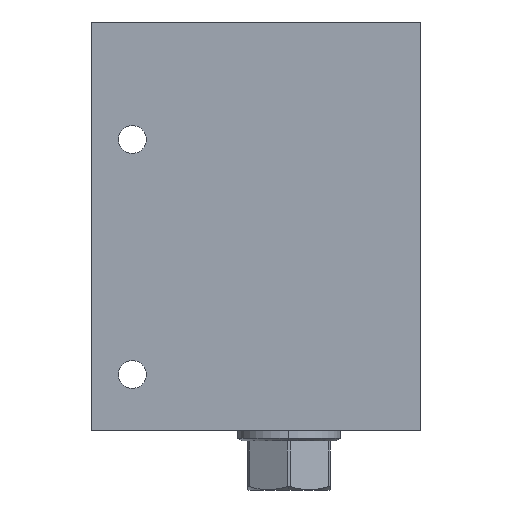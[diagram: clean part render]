
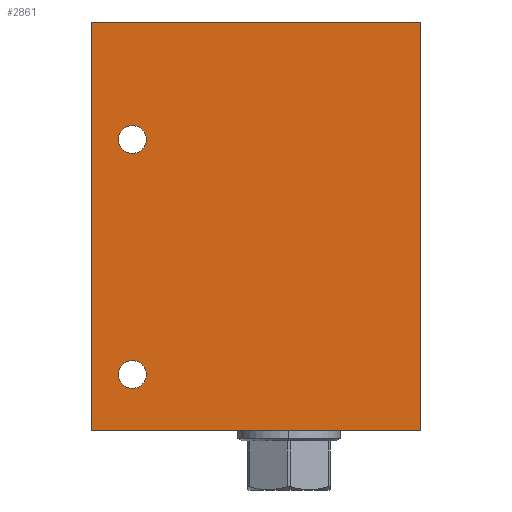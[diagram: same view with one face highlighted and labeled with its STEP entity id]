
A CAD part, left-side view. The second image highlights one B-rep face of the part: STEP entity #2861.
In plain terms, the highlighted planar face has unit normal (-1, 0, 0).
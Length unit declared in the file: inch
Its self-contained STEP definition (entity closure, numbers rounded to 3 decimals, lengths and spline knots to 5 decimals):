
#1=DIRECTION('',(0.,-1.,0.));
#2=VECTOR('',#1,5.);
#3=CARTESIAN_POINT('',(0.,0.,0.));
#4=LINE('',#3,#2);
#37=DIRECTION('',(0.,0.,1.));
#38=VECTOR('',#37,6.188);
#39=CARTESIAN_POINT('',(0.,0.,0.));
#40=LINE('',#39,#38);
#41=CARTESIAN_POINT('',(0.,-0.625,4.406));
#42=DIRECTION('',(-1.,0.,0.));
#43=DIRECTION('',(0.,1.,0.));
#44=AXIS2_PLACEMENT_3D('',#41,#42,#43);
#46=CARTESIAN_POINT('',(0.,-0.625,4.406));
#47=DIRECTION('',(-1.,0.,0.));
#48=DIRECTION('',(0.,-1.,0.));
#49=AXIS2_PLACEMENT_3D('',#46,#47,#48);
#51=CARTESIAN_POINT('',(0.,-0.625,0.844));
#52=DIRECTION('',(-1.,0.,0.));
#53=DIRECTION('',(0.,1.,0.));
#54=AXIS2_PLACEMENT_3D('',#51,#52,#53);
#56=CARTESIAN_POINT('',(0.,-0.625,0.844));
#57=DIRECTION('',(-1.,0.,0.));
#58=DIRECTION('',(0.,-1.,0.));
#59=AXIS2_PLACEMENT_3D('',#56,#57,#58);
#99=DIRECTION('',(0.,0.,1.));
#100=VECTOR('',#99,6.188);
#101=CARTESIAN_POINT('',(0.,-5.,0.));
#102=LINE('',#101,#100);
#123=DIRECTION('',(0.,-1.,0.));
#124=VECTOR('',#123,5.);
#125=CARTESIAN_POINT('',(0.,0.,6.188));
#126=LINE('',#125,#124);
#2475=CARTESIAN_POINT('',(0.,0.,0.));
#2476=CARTESIAN_POINT('',(0.,-5.,0.));
#2477=VERTEX_POINT('',#2475);
#2478=VERTEX_POINT('',#2476);
#2483=CARTESIAN_POINT('',(0.,0.,6.188));
#2484=CARTESIAN_POINT('',(0.,-5.,6.188));
#2485=VERTEX_POINT('',#2483);
#2486=VERTEX_POINT('',#2484);
#2599=CARTESIAN_POINT('',(0.,-0.414,4.406));
#2600=CARTESIAN_POINT('',(0.,-0.836,4.406));
#2601=VERTEX_POINT('',#2599);
#2602=VERTEX_POINT('',#2600);
#2607=CARTESIAN_POINT('',(0.,-0.414,0.844));
#2608=CARTESIAN_POINT('',(0.,-0.836,0.844));
#2609=VERTEX_POINT('',#2607);
#2610=VERTEX_POINT('',#2608);
#2835=CARTESIAN_POINT('',(0.,0.,0.));
#2836=DIRECTION('',(-1.,0.,0.));
#2837=DIRECTION('',(0.,-1.,0.));
#2838=AXIS2_PLACEMENT_3D('',#2835,#2836,#2837);
#2839=PLANE('',#2838);
#2840=ORIENTED_EDGE('',*,*,#2812,.F.);
#2842=ORIENTED_EDGE('',*,*,#2841,.T.);
#2844=ORIENTED_EDGE('',*,*,#2843,.T.);
#2846=ORIENTED_EDGE('',*,*,#2845,.F.);
#2847=EDGE_LOOP('',(#2840,#2842,#2844,#2846));
#2848=FACE_OUTER_BOUND('',#2847,.F.);
#2850=ORIENTED_EDGE('',*,*,#2849,.T.);
#2852=ORIENTED_EDGE('',*,*,#2851,.T.);
#2853=EDGE_LOOP('',(#2850,#2852));
#2854=FACE_BOUND('',#2853,.F.);
#2856=ORIENTED_EDGE('',*,*,#2855,.T.);
#2858=ORIENTED_EDGE('',*,*,#2857,.T.);
#2859=EDGE_LOOP('',(#2856,#2858));
#2860=FACE_BOUND('',#2859,.F.);
#2861=ADVANCED_FACE('',(#2848,#2854,#2860),#2839,.T.);
#45=CIRCLE('',#44,0.211);
#50=CIRCLE('',#49,0.211);
#55=CIRCLE('',#54,0.211);
#60=CIRCLE('',#59,0.211);
#2812=EDGE_CURVE('',#2477,#2478,#4,.T.);
#2841=EDGE_CURVE('',#2477,#2485,#40,.T.);
#2843=EDGE_CURVE('',#2485,#2486,#126,.T.);
#2845=EDGE_CURVE('',#2478,#2486,#102,.T.);
#2849=EDGE_CURVE('',#2601,#2602,#45,.T.);
#2851=EDGE_CURVE('',#2602,#2601,#50,.T.);
#2855=EDGE_CURVE('',#2609,#2610,#55,.T.);
#2857=EDGE_CURVE('',#2610,#2609,#60,.T.);
